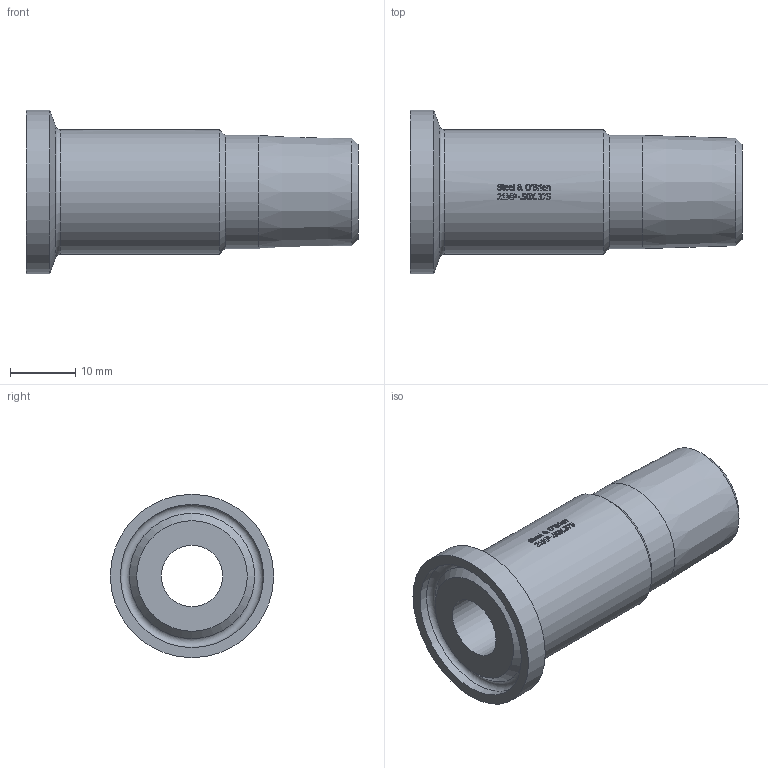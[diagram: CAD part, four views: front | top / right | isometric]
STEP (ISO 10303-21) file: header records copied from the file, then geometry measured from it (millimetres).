
FILE_DESCRIPTION(/* description */ (''),/* implementation_level */ '2;1');
FILE_NAME(/* name */ '21MP-.50X.375.stp',/* time_stamp */ '2019-01-31T09:41:44-05:00',/* author */ ('rick'),/* organization */ (''),/* preprocessor_version */ 'ST-DEVELOPER v15.2',/* originating_system */ 'Autodesk Inventor 2014',/* authorisation */ '');
FILE_SCHEMA (('AUTOMOTIVE_DESIGN { 1 0 10303 214 3 1 1 }'));
Length unit declared in the file: inch
Products named in the file (1): AAV00530
Bounding box: 50.8 x 24.99 x 24.99 mm (x, y, z)
Volume: 9207.9 mm3; surface area: 5481.3 mm2
Topology: 1 solids, 1 shells, 420 faces, 1129 edges, 749 vertices
Faces by surface type: bspline 196, plane 173, cylinder 43, cone 6, torus 2
Full cylindrical faces by diameter (mm): 9.398 x1, 11.684 x1, 17.335 x1, 19.05 x1, 21.895 x1, 24.994 x1
Entity records: 16744 total; most frequent: CARTESIAN_POINT 7365, ORIENTED_EDGE 2230, DIRECTION 1370, EDGE_CURVE 1115, VERTEX_POINT 749, LINE 526, VECTOR 526, EDGE_LOOP 474
